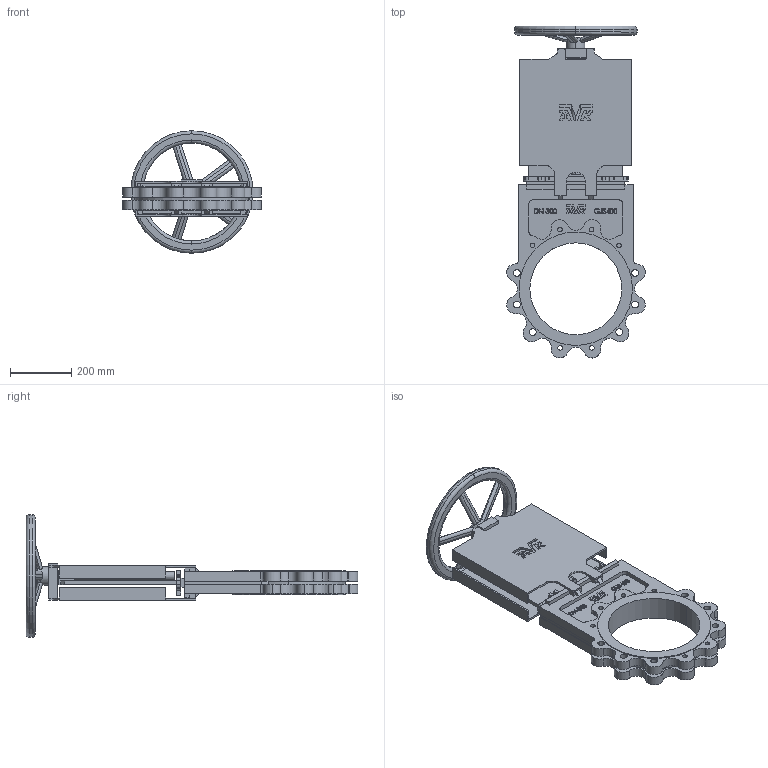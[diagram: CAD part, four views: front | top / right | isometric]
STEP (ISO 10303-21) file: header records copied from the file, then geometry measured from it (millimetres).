
FILE_DESCRIPTION (( 'STEP AP203' ), '1' );
FILE_NAME ('70230010034.STEP', '2017-04-10T06:18:11', ( '' ), ( '' ), 'SwSTEP 2.0', 'SolidWorks 2016', '' );
FILE_SCHEMA (( 'CONFIG_CONTROL_DESIGN' ));
Length unit declared in the file: millimetre
Products named in the file (1): 70230010034
Bounding box: 452.03 x 1084.01 x 400 mm (x, y, z)
Volume: 14531820.7 mm3; surface area: 1808322.3 mm2
Topology: 1 solids, 1 shells, 1223 faces, 3479 edges, 2296 vertices
Faces by surface type: plane 550, cylinder 467, bspline 192, torus 12, cone 2
Entity records: 52617 total; most frequent: CARTESIAN_POINT 21186, ORIENTED_EDGE 6934, DIRECTION 6024, EDGE_CURVE 3467, VERTEX_POINT 2295, LINE 2078, VECTOR 2078, AXIS2_PLACEMENT_3D 1973
